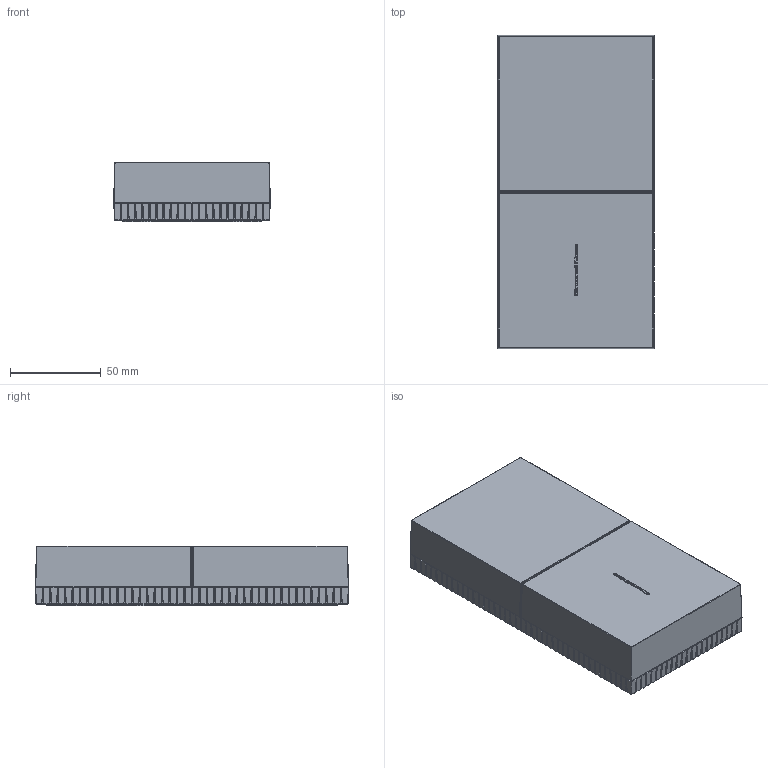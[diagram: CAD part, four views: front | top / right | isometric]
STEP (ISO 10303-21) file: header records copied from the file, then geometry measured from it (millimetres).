
FILE_DESCRIPTION (( 'STEP AP214' ), '1' );
FILE_NAME ('BGR_SR30-leeres Gehäuse_a14.STEP', '2021-03-01T16:56:04', ( '' ), ( '' ), 'SwSTEP 2.0', 'SolidWorks 2018', '' );
FILE_SCHEMA (( 'AUTOMOTIVE_DESIGN' ));
Length unit declared in the file: millimetre
Products named in the file (10): Blende_c_Wavenet Ethernet; Schraube für Kunststoff Linsenkopf Kreuz_3 x 6; Kabelklemme-KAZU-0440; EJOT-PT-Schraube_2,5 x 8; BGR_SR30-leeres Gehäuse_a14; Schraube für Kunststoff Linsenkopf Kreuz_2,5 x 6; SR30.500400.1.c; SR30.500100.1.b_Nur SimonsVoss Standard; SR30.500600.1.b; SR30.500200.1.e
Assembly tree (18 placements, depth 2):
  BGR_SR30-leeres Gehäuse_a14
    SR30.500100.1.b_Nur SimonsVoss Standard
    SR30.500200.1.e
    SR30.500400.1.c
    Kabelklemme-KAZU-0440  x3
    EJOT-PT-Schraube_2,5 x 8  x6
    Schraube für Kunststoff Linsenkopf Kreuz_2,5 x 6  x3
    Schraube für Kunststoff Linsenkopf Kreuz_3 x 6
    Blende_c_Wavenet Ethernet
    SR30.500600.1.b
Bounding box: 86.17 x 172.17 x 32.81 mm (x, y, z)
Volume: 89986.4 mm3; surface area: 99618.7 mm2
Topology: 18 solids, 18 shells, 2675 faces, 7308 edges, 4758 vertices
Faces by surface type: plane 1418, cylinder 827, cone 238, torus 136, bspline 32, sphere 24
Full cylindrical faces by diameter (mm): 1.3 x2, 1.6 x6, 1.8 x6, 1.95 x62, 2 x10, 2.3 x6, 2.4 x2, 2.59 x26, 2.6 x9, 3 x1, 3.15 x26, 3.2 x6, 4.4 x9, 4.8 x1, 5.3 x1, 6 x3, 7 x1, 10 x1
Entity records: 64861 total; most frequent: CARTESIAN_POINT 16746, ORIENTED_EDGE 10454, DIRECTION 8655, EDGE_CURVE 5227, VERTEX_POINT 3495, VECTOR 3335, LINE 3335, AXIS2_PLACEMENT_3D 2660
